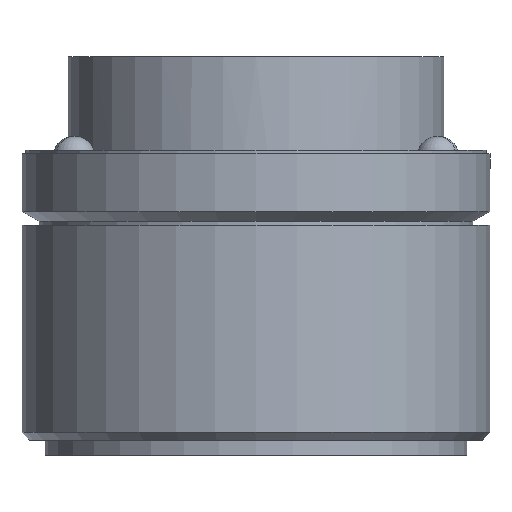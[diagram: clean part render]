
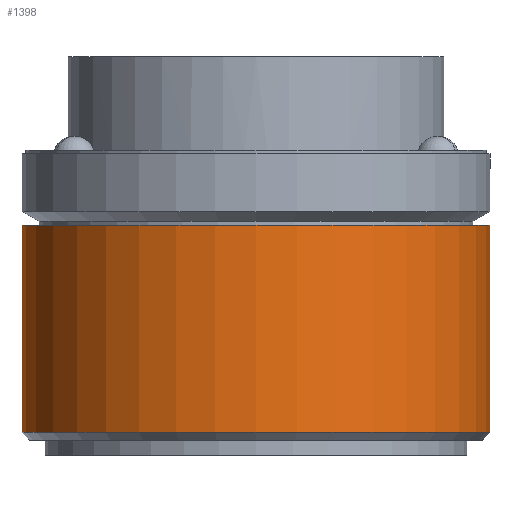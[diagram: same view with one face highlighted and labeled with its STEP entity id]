
A CAD part, front view. The second image highlights one B-rep face of the part: STEP entity #1398.
In plain terms, the highlighted cylindrical face has radius 30.5 mm (diameter 61 mm), a partial arc.
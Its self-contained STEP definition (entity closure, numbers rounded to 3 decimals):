
#1213 = VERTEX_POINT ( 'NONE', #2012 ) ;
#1300 = VERTEX_POINT ( 'NONE', #2048 ) ;
#1319 = EDGE_CURVE ( 'NONE', #1300, #1213, #2102, .T. ) ;
#1385 = VERTEX_POINT ( 'NONE', #2223 ) ;
#1395 = VERTEX_POINT ( 'NONE', #3302 ) ;
#1398 = ADVANCED_FACE ( 'NONE', ( #3345 ), #3339, .T. ) ;
#1399 = EDGE_LOOP ( 'NONE', ( #1400, #1401, #1403, #1404 ) ) ;
#1400 = ORIENTED_EDGE ( 'NONE', *, *, #1413, .F. ) ;
#1401 = ORIENTED_EDGE ( 'NONE', *, *, #1402, .F. ) ;
#1402 = EDGE_CURVE ( 'NONE', #1385, #1395, #3313, .T. ) ;
#1403 = ORIENTED_EDGE ( 'NONE', *, *, #1416, .T. ) ;
#1404 = ORIENTED_EDGE ( 'NONE', *, *, #1319, .F. ) ;
#1413 = EDGE_CURVE ( 'NONE', #1395, #1300, #3127, .T. ) ;
#1416 = EDGE_CURVE ( 'NONE', #1385, #1213, #3133, .T. ) ;
#2012 = CARTESIAN_POINT ( 'NONE',  ( -30.5, 0., 3. ) ) ;
#2048 = CARTESIAN_POINT ( 'NONE',  ( 30.5, 0., 3. ) ) ;
#2102 = CIRCLE ( 'NONE', #2112, 30.5 ) ;
#2109 = DIRECTION ( 'NONE',  ( -1., 0., 0. ) ) ;
#2110 = DIRECTION ( 'NONE',  ( 0., 0., -1. ) ) ;
#2111 = CARTESIAN_POINT ( 'NONE',  ( 0., 0., 3. ) ) ;
#2112 = AXIS2_PLACEMENT_3D ( 'NONE', #2111, #2110, #2109 ) ;
#2223 = CARTESIAN_POINT ( 'NONE',  ( -30.5, 0., 30. ) ) ;
#3118 = DIRECTION ( 'NONE',  ( 0., 0., -1. ) ) ;
#3119 = CARTESIAN_POINT ( 'NONE',  ( 30.5, 0., 30. ) ) ;
#3127 = LINE ( 'NONE', #3119, #3129 ) ;
#3128 = CARTESIAN_POINT ( 'NONE',  ( -30.5, 0., 30. ) ) ;
#3129 = VECTOR ( 'NONE', #3118, 1000. ) ;
#3133 = LINE ( 'NONE', #3128, #3137 ) ;
#3134 = DIRECTION ( 'NONE',  ( 0., 0., -1. ) ) ;
#3137 = VECTOR ( 'NONE', #3134, 1000. ) ;
#3302 = CARTESIAN_POINT ( 'NONE',  ( 30.5, 0., 30. ) ) ;
#3309 = DIRECTION ( 'NONE',  ( 1., 0., 0. ) ) ;
#3310 = DIRECTION ( 'NONE',  ( 0., 0., 1. ) ) ;
#3311 = CARTESIAN_POINT ( 'NONE',  ( 0., 0., 30. ) ) ;
#3312 = AXIS2_PLACEMENT_3D ( 'NONE', #3311, #3310, #3309 ) ;
#3313 = CIRCLE ( 'NONE', #3312, 30.5 ) ;
#3315 = DIRECTION ( 'NONE',  ( -1., 0., 0. ) ) ;
#3316 = DIRECTION ( 'NONE',  ( 0., 0., -1. ) ) ;
#3317 = CARTESIAN_POINT ( 'NONE',  ( 0., 0., 30. ) ) ;
#3339 = CYLINDRICAL_SURFACE ( 'NONE', #3340, 30.5 ) ;
#3340 = AXIS2_PLACEMENT_3D ( 'NONE', #3317, #3316, #3315 ) ;
#3345 = FACE_OUTER_BOUND ( 'NONE', #1399, .T. ) ;
